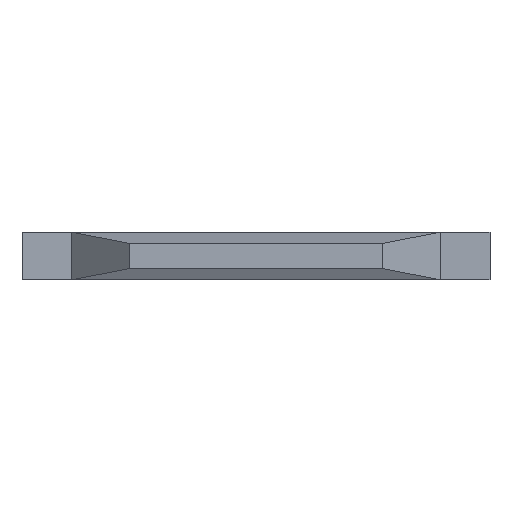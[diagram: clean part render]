
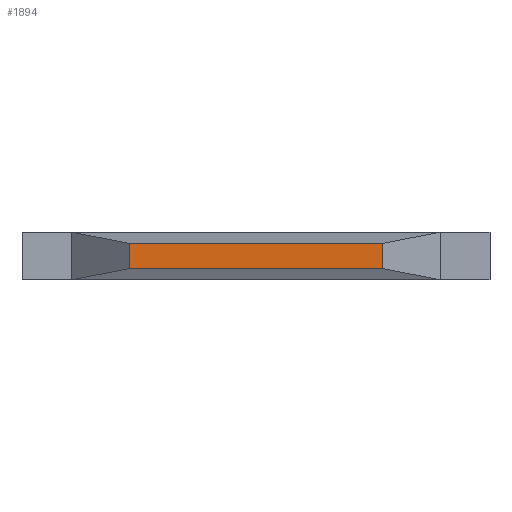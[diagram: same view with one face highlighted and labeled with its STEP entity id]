
A CAD part, left-side view. The second image highlights one B-rep face of the part: STEP entity #1894.
In plain terms, the highlighted planar face has unit normal (-1, 0, 0).
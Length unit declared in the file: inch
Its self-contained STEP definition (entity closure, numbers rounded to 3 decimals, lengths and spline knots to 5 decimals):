
#21 = EDGE_LOOP ( 'NONE', ( #868, #2008, #1799, #531 ) ) ;
#25 = VECTOR ( 'NONE', #1962, 39.37008 ) ;
#250 = LINE ( 'NONE', #1218, #1459 ) ;
#265 = CARTESIAN_POINT ( 'NONE',  ( -0.181, 0.085, 0.00758 ) ) ;
#376 = VERTEX_POINT ( 'NONE', #1613 ) ;
#495 = LINE ( 'NONE', #1274, #1327 ) ;
#531 = ORIENTED_EDGE ( 'NONE', *, *, #1328, .T. ) ;
#691 = VERTEX_POINT ( 'NONE', #265 ) ;
#723 = FACE_OUTER_BOUND ( 'NONE', #21, .T. ) ;
#789 = DIRECTION ( 'NONE',  ( 0., 1., 0. ) ) ;
#843 = PLANE ( 'NONE',  #2093 ) ;
#868 = ORIENTED_EDGE ( 'NONE', *, *, #1768, .T. ) ;
#923 = LINE ( 'NONE', #1673, #25 ) ;
#938 = VECTOR ( 'NONE', #1846, 39.37008 ) ;
#991 = CARTESIAN_POINT ( 'NONE',  ( -0.181, -0.085, 0.00758 ) ) ;
#1218 = CARTESIAN_POINT ( 'NONE',  ( -0.181, -0.085, 0.032 ) ) ;
#1274 = CARTESIAN_POINT ( 'NONE',  ( -0.181, -0.124, 0.00758 ) ) ;
#1317 = DIRECTION ( 'NONE',  ( 0., 0., -1. ) ) ;
#1326 = DIRECTION ( 'NONE',  ( 1., 0., 0. ) ) ;
#1327 = VECTOR ( 'NONE', #789, 39.37008 ) ;
#1328 = EDGE_CURVE ( 'NONE', #376, #1998, #923, .T. ) ;
#1365 = LINE ( 'NONE', #1676, #938 ) ;
#1459 = VECTOR ( 'NONE', #2041, 39.37008 ) ;
#1476 = CARTESIAN_POINT ( 'NONE',  ( -0.181, 0.085, 0.032 ) ) ;
#1500 = EDGE_CURVE ( 'NONE', #1946, #691, #495, .T. ) ;
#1613 = CARTESIAN_POINT ( 'NONE',  ( -0.181, -0.085, 0.02442 ) ) ;
#1673 = CARTESIAN_POINT ( 'NONE',  ( -0.181, -0.124, 0.02442 ) ) ;
#1676 = CARTESIAN_POINT ( 'NONE',  ( -0.181, 0.085, 0.032 ) ) ;
#1677 = CARTESIAN_POINT ( 'NONE',  ( -0.181, 0.085, 0.02442 ) ) ;
#1768 = EDGE_CURVE ( 'NONE', #1998, #691, #1365, .T. ) ;
#1799 = ORIENTED_EDGE ( 'NONE', *, *, #2114, .F. ) ;
#1846 = DIRECTION ( 'NONE',  ( 0., 0., -1. ) ) ;
#1894 = ADVANCED_FACE ( 'NONE', ( #723 ), #843, .F. ) ;
#1946 = VERTEX_POINT ( 'NONE', #991 ) ;
#1962 = DIRECTION ( 'NONE',  ( 0., 1., 0. ) ) ;
#1998 = VERTEX_POINT ( 'NONE', #1677 ) ;
#2008 = ORIENTED_EDGE ( 'NONE', *, *, #1500, .F. ) ;
#2041 = DIRECTION ( 'NONE',  ( 0., 0., -1. ) ) ;
#2093 = AXIS2_PLACEMENT_3D ( 'NONE', #1476, #1326, #1317 ) ;
#2114 = EDGE_CURVE ( 'NONE', #376, #1946, #250, .T. ) ;
